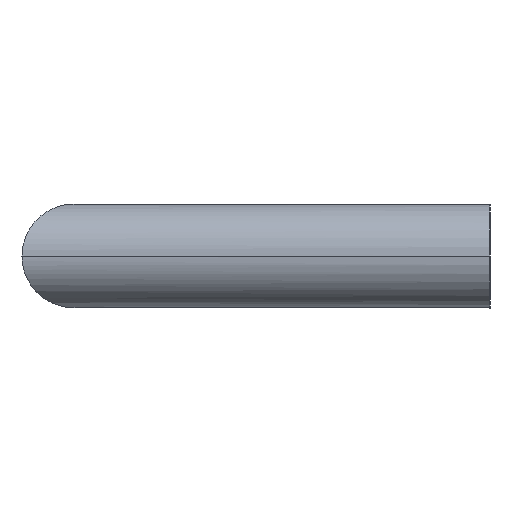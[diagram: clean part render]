
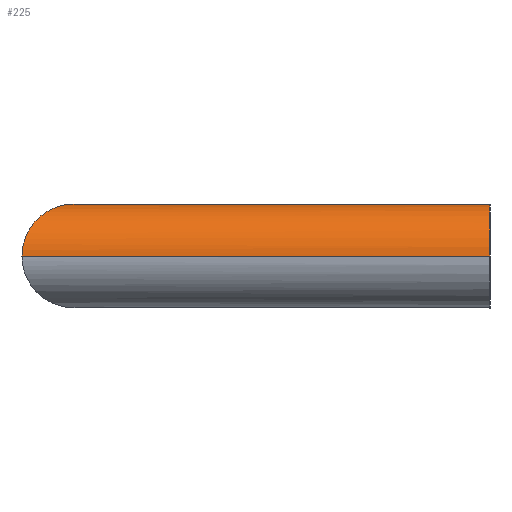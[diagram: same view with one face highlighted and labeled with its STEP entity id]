
A CAD part, left-side view. The second image highlights one B-rep face of the part: STEP entity #225.
In plain terms, the highlighted cylindrical face has radius 10 mm (diameter 20 mm), a partial arc.
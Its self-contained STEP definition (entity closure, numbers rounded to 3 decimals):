
#40=CARTESIAN_POINT('Vertex',(-390.,70.,0.)) ;
#77=CARTESIAN_POINT('Vertex',(-410.,90.,0.)) ;
#161=CARTESIAN_POINT('Axis2P3D Location',(-400.,45.,0.)) ;
#166=CARTESIAN_POINT('Line Origine',(-410.,45.,0.)) ;
#170=CARTESIAN_POINT('Vertex',(-410.,0.,0.)) ;
#173=CARTESIAN_POINT('Axis2P3D Location',(-400.,0.,0.)) ;
#177=CARTESIAN_POINT('Vertex',(-390.,0.,0.)) ;
#180=CARTESIAN_POINT('Line Origine',(-390.,45.,0.)) ;
#186=CARTESIAN_POINT('Control Point',(-400.,80.,10.)) ;
#187=CARTESIAN_POINT('Control Point',(-399.037,79.037,10.)) ;
#188=CARTESIAN_POINT('Control Point',(-398.074,78.074,9.884)) ;
#189=CARTESIAN_POINT('Control Point',(-397.12,77.12,9.652)) ;
#190=CARTESIAN_POINT('Control Point',(-395.354,75.354,8.987)) ;
#191=CARTESIAN_POINT('Control Point',(-393.712,73.712,7.861)) ;
#192=CARTESIAN_POINT('Control Point',(-392.977,72.977,7.222)) ;
#193=CARTESIAN_POINT('Control Point',(-391.974,71.974,6.103)) ;
#194=CARTESIAN_POINT('Control Point',(-391.163,71.163,4.725)) ;
#195=CARTESIAN_POINT('Control Point',(-390.924,70.924,4.25)) ;
#196=CARTESIAN_POINT('Control Point',(-390.47,70.47,3.173)) ;
#197=CARTESIAN_POINT('Control Point',(-390.168,70.168,1.993)) ;
#198=CARTESIAN_POINT('Control Point',(-390.056,70.056,1.337)) ;
#199=CARTESIAN_POINT('Control Point',(-390.,70.,0.668)) ;
#200=CARTESIAN_POINT('Control Point',(-390.,70.,0.)) ;
#201=CARTESIAN_POINT('Vertex',(-400.,80.,10.)) ;
#205=CARTESIAN_POINT('Control Point',(-410.,90.,0.)) ;
#206=CARTESIAN_POINT('Control Point',(-410.,90.,1.15)) ;
#207=CARTESIAN_POINT('Control Point',(-409.835,89.835,2.3)) ;
#208=CARTESIAN_POINT('Control Point',(-409.504,89.504,3.381)) ;
#209=CARTESIAN_POINT('Control Point',(-408.707,88.707,5.126)) ;
#210=CARTESIAN_POINT('Control Point',(-407.632,87.632,6.53)) ;
#211=CARTESIAN_POINT('Control Point',(-407.118,87.118,7.082)) ;
#212=CARTESIAN_POINT('Control Point',(-405.518,85.518,8.515)) ;
#213=CARTESIAN_POINT('Control Point',(-403.719,83.719,9.418)) ;
#214=CARTESIAN_POINT('Control Point',(-402.493,82.493,9.806)) ;
#215=CARTESIAN_POINT('Control Point',(-401.247,81.247,10.)) ;
#216=CARTESIAN_POINT('Control Point',(-400.,80.,10.)) ;
#168=VECTOR('Line Direction',#167,1.) ;
#182=VECTOR('Line Direction',#181,1.) ;
#162=DIRECTION('Axis2P3D Direction',(0.,1.,0.)) ;
#163=DIRECTION('Axis2P3D XDirection',(-1.,0.,0.)) ;
#167=DIRECTION('Vector Direction',(0.,1.,0.)) ;
#174=DIRECTION('Axis2P3D Direction',(0.,1.,0.)) ;
#181=DIRECTION('Vector Direction',(0.,1.,0.)) ;
#164=AXIS2_PLACEMENT_3D('Cylinder Axis2P3D',#161,#162,#163) ;
#175=AXIS2_PLACEMENT_3D('Circle Axis2P3D',#173,#174,$) ;
#169=LINE('Line',#166,#168) ;
#183=LINE('Line',#180,#182) ;
#176=CIRCLE('generated circle',#175,10.) ;
#165=CYLINDRICAL_SURFACE('generated cylinder',#164,10.) ;
#172=EDGE_CURVE('',#171,#78,#169,.T.) ;
#179=EDGE_CURVE('',#171,#178,#176,.T.) ;
#184=EDGE_CURVE('',#178,#41,#183,.T.) ;
#203=EDGE_CURVE('',#202,#41,#185,.T.) ;
#217=EDGE_CURVE('',#78,#202,#204,.T.) ;
#219=ORIENTED_EDGE('',*,*,#172,.F.) ;
#220=ORIENTED_EDGE('',*,*,#179,.T.) ;
#221=ORIENTED_EDGE('',*,*,#184,.T.) ;
#222=ORIENTED_EDGE('',*,*,#203,.F.) ;
#223=ORIENTED_EDGE('',*,*,#217,.F.) ;
#218=EDGE_LOOP('',(#219,#220,#221,#222,#223)) ;
#41=VERTEX_POINT('',#40) ;
#78=VERTEX_POINT('',#77) ;
#171=VERTEX_POINT('',#170) ;
#178=VERTEX_POINT('',#177) ;
#202=VERTEX_POINT('',#201) ;
#225=ADVANCED_FACE('PartBody',(#224),#165,.T.) ;
#185=B_SPLINE_CURVE_WITH_KNOTS('',5,(#186,#187,#188,#189,#190,#191,#192,#193,#194,#195,#196,#197,#198,#199,#200),.UNSPECIFIED.,.F.,.U.,(6,3,3,3,6),(27.012,36.644,45.188,49.293,54.019),.UNSPECIFIED.) ;
#204=B_SPLINE_CURVE_WITH_KNOTS('',5,(#205,#206,#207,#208,#209,#210,#211,#212,#213,#214,#215,#216),.UNSPECIFIED.,.F.,.U.,(6,3,3,6),(0.,8.131,14.545,27.012),.UNSPECIFIED.) ;
#224=FACE_OUTER_BOUND('',#218,.T.) ;
